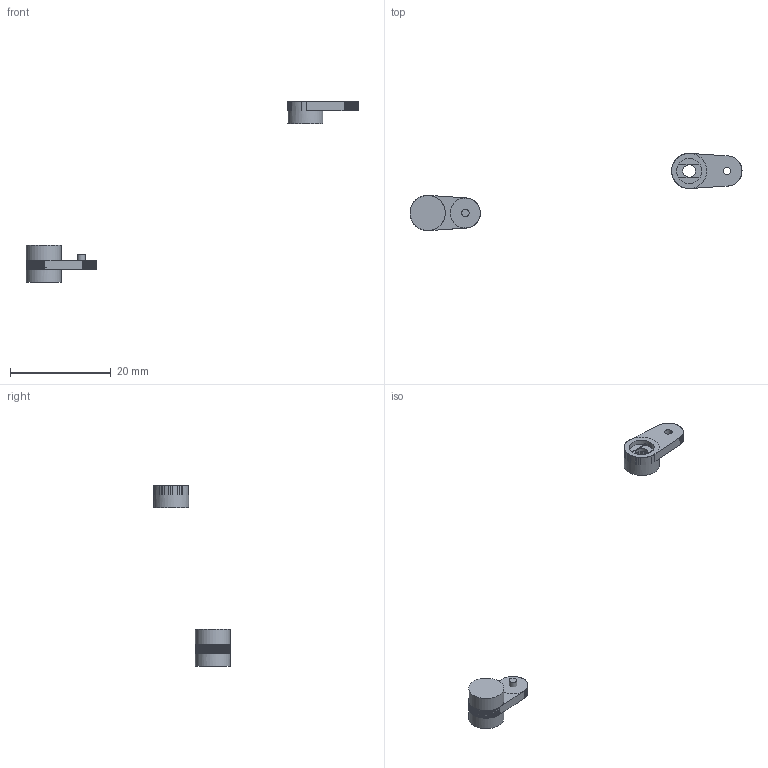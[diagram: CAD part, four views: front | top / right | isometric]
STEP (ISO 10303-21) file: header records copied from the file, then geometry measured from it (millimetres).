
FILE_DESCRIPTION(('FreeCAD Model'),'2;1');
FILE_NAME('Open CASCADE Shape Model','2024-01-22T17:00:22',('Author'),( ''),'Open CASCADE STEP processor 7.5','FreeCAD','Unknown');
FILE_SCHEMA(('AUTOMOTIVE_DESIGN { 1 0 10303 214 1 1 1 1 }'));
Length unit declared in the file: millimetre
Products named in the file (39): Blobifier2; hull; cylinder013; cylinder022; cylinder012; cylinder014; cylinder015; cylinder017; cylinder011; cylinder018; cylinder016; cylinder019; cylinder021; cylinder020; Group; cylinder027; cylinder028; union002; cube; union; union001; cylinder025; difference; cylinder026; cylinder023; cylinder024; intersection; difference001; cylinder006; cylinder; cylinder002; cylinder004; cylinder008; cylinder003; cylinder005; cylinder001; cylinder007; cylinder009; cylinder010
Assembly tree (38 placements, depth 2):
  Blobifier2
    hull
    cylinder013
    cylinder022
    cylinder012
    cylinder014
    cylinder015
    cylinder017
    cylinder011
    cylinder018
    cylinder016
    cylinder019
    cylinder021
    cylinder020
    Group
    cylinder027
    cylinder028
    union002
    cube
    union
    union001
    cylinder025
    difference
    cylinder026
    cylinder023
    cylinder024
    intersection
    difference001
    cylinder006
    cylinder
    cylinder002
    cylinder004
    cylinder008
    cylinder003
    cylinder005
    cylinder001
    cylinder007
    cylinder009
    cylinder010
Bounding box: 66 x 15.3 x 35.9 mm (x, y, z)
Volume: 1238.2 mm3; surface area: 2420.2 mm2
Topology: 59 solids, 59 shells, 1216 faces, 2688 edges, 1593 vertices
Faces by surface type: plane 885, cylinder 331
Full cylindrical faces by diameter (mm): 0.7 x42, 1.5 x3, 2.5 x3, 4.7 x1, 5 x4, 6 x1, 7 x5
Entity records: 34186 total; most frequent: DIRECTION 6251, CARTESIAN_POINT 5536, ORIENTED_EDGE 5376, EDGE_CURVE 2688, AXIS2_PLACEMENT_3D 2308, LINE 1635, VECTOR 1635, VERTEX_POINT 1593
